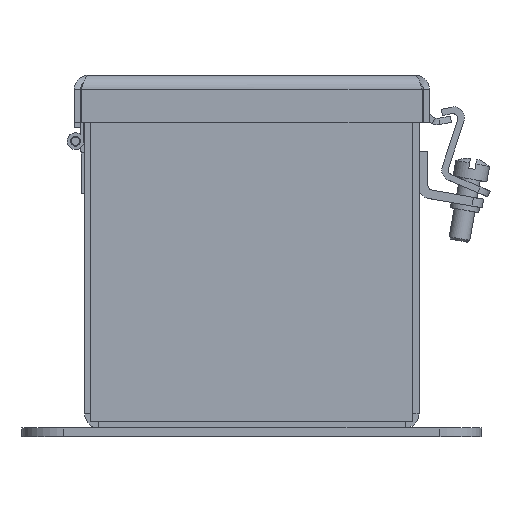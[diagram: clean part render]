
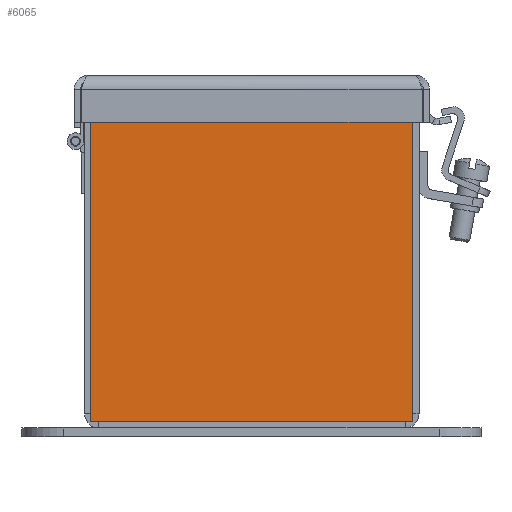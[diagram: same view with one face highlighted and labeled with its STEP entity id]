
A CAD part, left-side view. The second image highlights one B-rep face of the part: STEP entity #6065.
In plain terms, the highlighted face is planar.
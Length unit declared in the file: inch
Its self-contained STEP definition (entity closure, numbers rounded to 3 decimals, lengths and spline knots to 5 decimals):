
#272=PLANE('',#6634);
#489=FACE_OUTER_BOUND('',#824,.T.);
#824=EDGE_LOOP('',(#4146,#4147,#4148,#4149,#4150,#4151,#4152,#4153,#4154,
#4155,#4156,#4157));
#1455=LINE('',#9071,#2043);
#1470=LINE('',#9107,#2058);
#1473=LINE('',#9114,#2061);
#1477=LINE('',#9121,#2065);
#1479=LINE('',#9125,#2067);
#1480=LINE('',#9127,#2068);
#1481=LINE('',#9129,#2069);
#1482=LINE('',#9131,#2070);
#1483=LINE('',#9133,#2071);
#1484=LINE('',#9135,#2072);
#1485=LINE('',#9137,#2073);
#1486=LINE('',#9138,#2074);
#2043=VECTOR('',#7326,0.3937);
#2058=VECTOR('',#7365,0.3937);
#2061=VECTOR('',#7370,0.3937);
#2065=VECTOR('',#7376,0.3937);
#2067=VECTOR('',#7380,0.3937);
#2068=VECTOR('',#7381,0.3937);
#2069=VECTOR('',#7382,0.3937);
#2070=VECTOR('',#7383,0.3937);
#2071=VECTOR('',#7384,0.3937);
#2072=VECTOR('',#7385,0.3937);
#2073=VECTOR('',#7386,0.3937);
#2074=VECTOR('',#7387,0.3937);
#2612=VERTEX_POINT('',#9068);
#2613=VERTEX_POINT('',#9070);
#2622=VERTEX_POINT('',#9106);
#2624=VERTEX_POINT('',#9112);
#2625=VERTEX_POINT('',#9113);
#2628=VERTEX_POINT('',#9124);
#2629=VERTEX_POINT('',#9126);
#2630=VERTEX_POINT('',#9128);
#2631=VERTEX_POINT('',#9130);
#2632=VERTEX_POINT('',#9132);
#2633=VERTEX_POINT('',#9134);
#2634=VERTEX_POINT('',#9136);
#3182=EDGE_CURVE('',#2613,#2612,#1455,.T.);
#3200=EDGE_CURVE('',#2622,#2613,#1470,.T.);
#3203=EDGE_CURVE('',#2624,#2625,#1473,.T.);
#3207=EDGE_CURVE('',#2625,#2622,#1477,.T.);
#3209=EDGE_CURVE('',#2612,#2628,#1479,.T.);
#3210=EDGE_CURVE('',#2628,#2629,#1480,.T.);
#3211=EDGE_CURVE('',#2629,#2630,#1481,.T.);
#3212=EDGE_CURVE('',#2630,#2631,#1482,.T.);
#3213=EDGE_CURVE('',#2631,#2632,#1483,.T.);
#3214=EDGE_CURVE('',#2632,#2633,#1484,.T.);
#3215=EDGE_CURVE('',#2633,#2634,#1485,.T.);
#3216=EDGE_CURVE('',#2634,#2624,#1486,.T.);
#4146=ORIENTED_EDGE('',*,*,#3203,.T.);
#4147=ORIENTED_EDGE('',*,*,#3207,.T.);
#4148=ORIENTED_EDGE('',*,*,#3200,.T.);
#4149=ORIENTED_EDGE('',*,*,#3182,.T.);
#4150=ORIENTED_EDGE('',*,*,#3209,.T.);
#4151=ORIENTED_EDGE('',*,*,#3210,.T.);
#4152=ORIENTED_EDGE('',*,*,#3211,.T.);
#4153=ORIENTED_EDGE('',*,*,#3212,.T.);
#4154=ORIENTED_EDGE('',*,*,#3213,.T.);
#4155=ORIENTED_EDGE('',*,*,#3214,.T.);
#4156=ORIENTED_EDGE('',*,*,#3215,.T.);
#4157=ORIENTED_EDGE('',*,*,#3216,.T.);
#6065=ADVANCED_FACE('',(#489),#272,.F.);
#6634=AXIS2_PLACEMENT_3D('',#9123,#7378,#7379);
#7326=DIRECTION('',(1.,0.,0.));
#7365=DIRECTION('',(0.,1.,0.));
#7370=DIRECTION('',(0.,-1.,0.));
#7376=DIRECTION('',(1.,0.,0.));
#7378=DIRECTION('center_axis',(0.,0.,1.));
#7379=DIRECTION('ref_axis',(1.,0.,0.));
#7380=DIRECTION('',(0.,-1.,0.));
#7381=DIRECTION('',(1.,0.,0.));
#7382=DIRECTION('',(0.,1.,0.));
#7383=DIRECTION('',(1.,0.,0.));
#7384=DIRECTION('',(0.,-1.,0.));
#7385=DIRECTION('',(-1.,0.,0.));
#7386=DIRECTION('',(0.,1.,0.));
#7387=DIRECTION('',(1.,0.,0.));
#9068=CARTESIAN_POINT('',(1.4275,1.83225,0.));
#9070=CARTESIAN_POINT('',(-1.4275,1.83225,0.));
#9071=CARTESIAN_POINT('',(-0.71375,1.83225,0.));
#9106=CARTESIAN_POINT('',(-1.4275,1.83205,0.));
#9107=CARTESIAN_POINT('',(-1.4275,0.91602,0.));
#9112=CARTESIAN_POINT('',(-1.4277,1.926,0.));
#9113=CARTESIAN_POINT('',(-1.4277,1.83205,0.));
#9114=CARTESIAN_POINT('',(-1.4277,0.963,0.));
#9121=CARTESIAN_POINT('',(-0.71385,1.83205,0.));
#9123=CARTESIAN_POINT('Origin',(0.,0.,
0.));
#9124=CARTESIAN_POINT('',(1.4275,1.83205,0.));
#9125=CARTESIAN_POINT('',(1.4275,0.963,0.));
#9126=CARTESIAN_POINT('',(1.4277,1.83205,0.));
#9127=CARTESIAN_POINT('',(0.71375,1.83205,0.));
#9128=CARTESIAN_POINT('',(1.4277,1.926,0.));
#9129=CARTESIAN_POINT('',(1.4277,0.91603,0.));
#9130=CARTESIAN_POINT('',(1.926,1.926,0.));
#9131=CARTESIAN_POINT('',(-1.926,1.926,0.));
#9132=CARTESIAN_POINT('',(1.926,-1.926,0.));
#9133=CARTESIAN_POINT('',(1.926,1.926,0.));
#9134=CARTESIAN_POINT('',(-1.926,-1.926,0.));
#9135=CARTESIAN_POINT('',(1.926,-1.926,0.));
#9136=CARTESIAN_POINT('',(-1.926,1.926,0.));
#9137=CARTESIAN_POINT('',(-1.926,-1.926,0.));
#9138=CARTESIAN_POINT('',(-1.926,1.926,0.));
